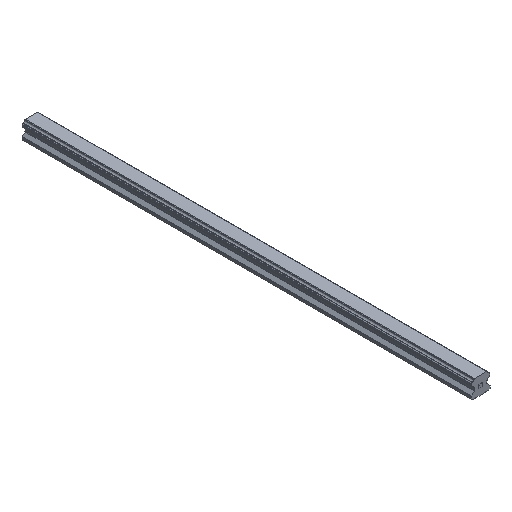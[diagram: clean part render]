
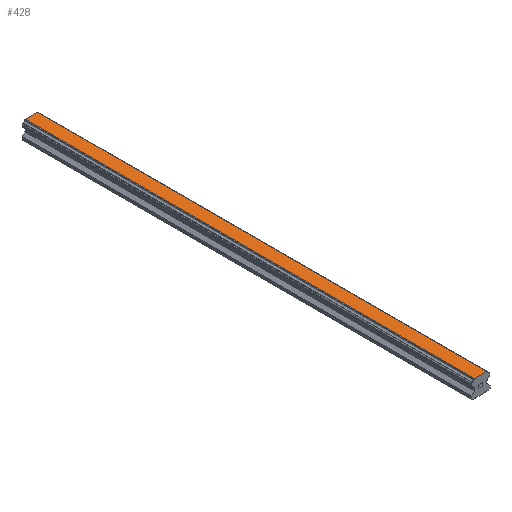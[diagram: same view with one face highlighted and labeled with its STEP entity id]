
A CAD part, isometric view. The second image highlights one B-rep face of the part: STEP entity #428.
In plain terms, the highlighted planar face has unit normal (0, 0, 1).
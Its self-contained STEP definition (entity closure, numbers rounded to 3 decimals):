
#428=ADVANCED_FACE('',(#887),#888,.T.);
#887=FACE_OUTER_BOUND('',#1361,.T.);
#888=PLANE('',#1362);
#1361=EDGE_LOOP('',(#2640,#2641,#2642,#2643));
#1362=AXIS2_PLACEMENT_3D('',#2644,#2645,#2646);
#2640=ORIENTED_EDGE('',*,*,#3229,.T.);
#2641=ORIENTED_EDGE('',*,*,#3342,.F.);
#2642=ORIENTED_EDGE('',*,*,#3093,.T.);
#2643=ORIENTED_EDGE('',*,*,#3340,.T.);
#2644=CARTESIAN_POINT('',(0.,670.0,26.));
#2645=DIRECTION('',(0.0,0.0,1.0));
#2646=DIRECTION('',(-1.0,0.0,0.0));
#3093=EDGE_CURVE('',#3792,#3790,#3793,.T.);
#3229=EDGE_CURVE('',#4019,#4017,#4020,.T.);
#3340=EDGE_CURVE('',#3790,#4019,#4154,.T.);
#3342=EDGE_CURVE('',#3792,#4017,#4156,.T.);
#3790=VERTEX_POINT('',#4768);
#3792=VERTEX_POINT('',#4771);
#3793=LINE('',#4772,#4773);
#4017=VERTEX_POINT('',#5085);
#4019=VERTEX_POINT('',#5088);
#4020=LINE('',#5089,#5090);
#4154=LINE('',#5262,#5263);
#4156=LINE('',#5265,#5266);
#4768=CARTESIAN_POINT('',(-9.342,670.0,26.));
#4771=CARTESIAN_POINT('',(9.342,670.0,26.));
#4772=CARTESIAN_POINT('',(9.342,670.0,26.));
#4773=VECTOR('',#5590,1.0);
#5085=CARTESIAN_POINT('',(9.342,0.0,26.));
#5088=CARTESIAN_POINT('',(-9.342,0.0,26.));
#5089=CARTESIAN_POINT('',(9.342,0.0,26.));
#5090=VECTOR('',#5746,1.0);
#5262=CARTESIAN_POINT('',(-9.342,670.0,26.));
#5263=VECTOR('',#5872,1.0);
#5265=CARTESIAN_POINT('',(9.342,670.0,26.));
#5266=VECTOR('',#5873,1.0);
#5590=DIRECTION('',(-1.0,0.0,0.0));
#5746=DIRECTION('',(1.0,0.0,0.0));
#5872=DIRECTION('',(0.0,-1.0,0.0));
#5873=DIRECTION('',(0.0,-1.0,0.0));
